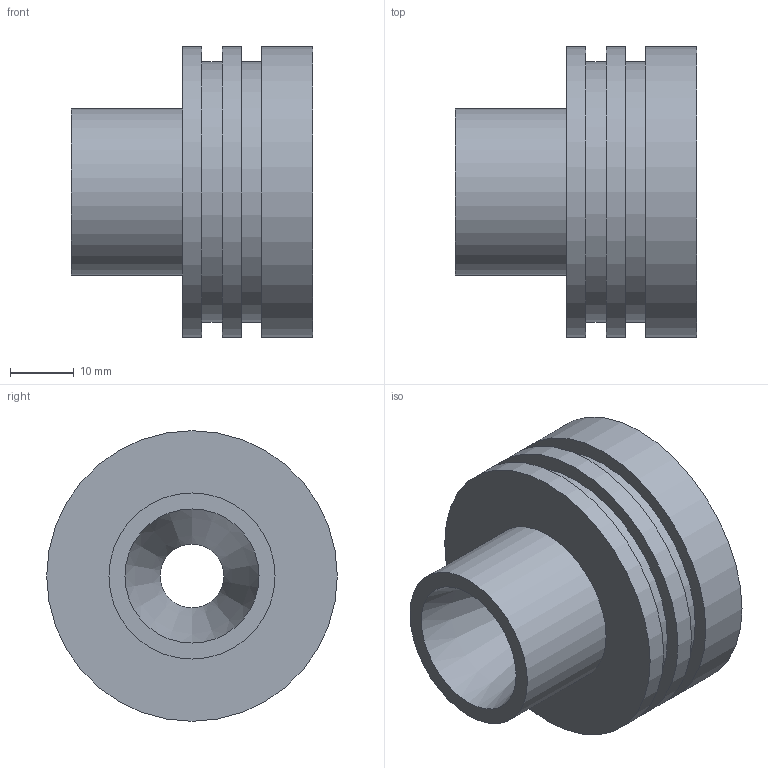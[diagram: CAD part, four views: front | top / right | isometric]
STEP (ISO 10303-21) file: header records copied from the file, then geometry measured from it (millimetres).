
FILE_DESCRIPTION(/* description */ (''),/* implementation_level */ '2;1');
FILE_NAME(/* name */ 'Tuyre.step',/* time_stamp */ '2023-08-01T13:20:44+02:00',/* author */ (''),/* organization */ (''),/* preprocessor_version */ 'ST-DEVELOPER v20',/* originating_system */ 'Autodesk Translation Framework v12.9.0.99',/* authorisation */ '');
FILE_SCHEMA (('AUTOMOTIVE_DESIGN { 1 0 10303 214 3 1 1 }'));
Length unit declared in the file: millimetre
Products named in the file (1): Tuyère
Bounding box: 37.78 x 45.5 x 45.5 mm (x, y, z)
Volume: 27552.4 mm3; surface area: 9938.1 mm2
Topology: 1 solids, 1 shells, 16 faces, 25 edges, 16 vertices
Faces by surface type: plane 7, cylinder 7, cone 2
Full cylindrical faces by diameter (mm): 10 x1, 26 x1, 40.8 x2, 45.5 x3
Entity records: 406 total; most frequent: DIRECTION 75, CARTESIAN_POINT 58, ORIENTED_EDGE 50, AXIS2_PLACEMENT_3D 33, EDGE_CURVE 25, EDGE_LOOP 23, FACE_OUTER_BOUND 16, CIRCLE 16
